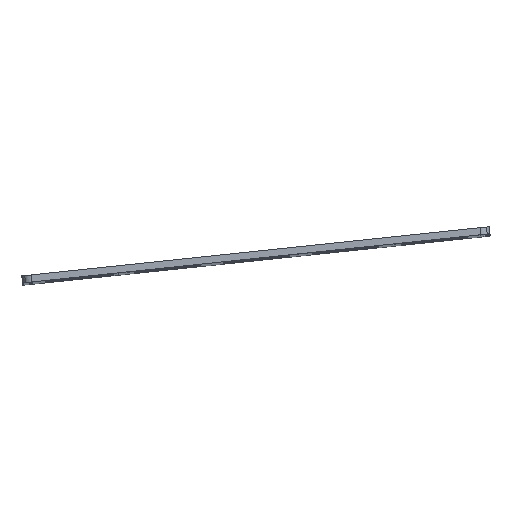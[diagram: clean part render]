
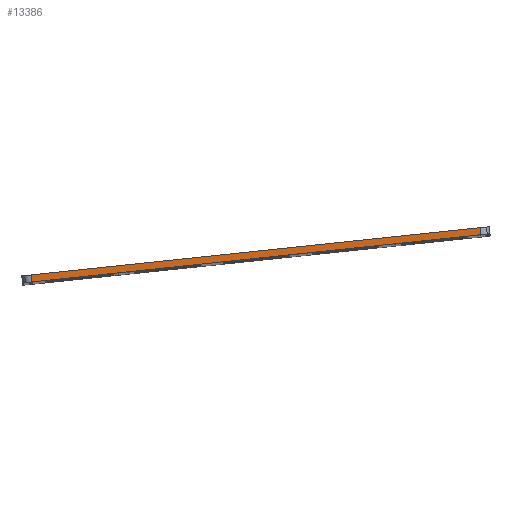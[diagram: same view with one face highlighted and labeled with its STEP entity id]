
A CAD part, top view. The second image highlights one B-rep face of the part: STEP entity #13386.
In plain terms, the highlighted planar face has unit normal (0, 0, 1).
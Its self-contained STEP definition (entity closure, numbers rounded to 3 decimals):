
#1791=FACE_OUTER_BOUND('',#2598,.T.);
#2598=EDGE_LOOP('',(#12379,#12380,#12381,#12382));
#2639=LINE('',#18761,#3948);
#3015=LINE('',#20166,#4324);
#3908=LINE('',#22548,#5217);
#3909=LINE('',#22550,#5218);
#3948=VECTOR('',#14806,10.);
#4324=VECTOR('',#15942,10.);
#5217=VECTOR('',#18621,10.);
#5218=VECTOR('',#18624,10.);
#5279=VERTEX_POINT('',#18758);
#5280=VERTEX_POINT('',#18760);
#5928=VERTEX_POINT('',#20163);
#5929=VERTEX_POINT('',#20165);
#6585=EDGE_CURVE('',#5280,#5279,#2639,.T.);
#7288=EDGE_CURVE('',#5928,#5929,#3015,.T.);
#8480=EDGE_CURVE('',#5280,#5928,#3908,.T.);
#8481=EDGE_CURVE('',#5929,#5279,#3909,.T.);
#12379=ORIENTED_EDGE('',*,*,#8480,.F.);
#12380=ORIENTED_EDGE('',*,*,#6585,.T.);
#12381=ORIENTED_EDGE('',*,*,#8481,.F.);
#12382=ORIENTED_EDGE('',*,*,#7288,.F.);
#12732=PLANE('',#14707);
#13386=ADVANCED_FACE('',(#1791),#12732,.T.);
#14707=AXIS2_PLACEMENT_3D('',#22549,#18622,#18623);
#14806=DIRECTION('',(0.995,0.105,0.));
#15942=DIRECTION('',(0.995,0.105,0.));
#18621=DIRECTION('',(-0.104,0.995,0.));
#18622=DIRECTION('center_axis',(0.,0.,1.));
#18623=DIRECTION('ref_axis',(1.,0.,0.));
#18624=DIRECTION('',(0.105,-0.995,0.));
#18758=CARTESIAN_POINT('',(101.435,19.114,291.6));
#18760=CARTESIAN_POINT('',(5.958,9.079,291.6));
#18761=CARTESIAN_POINT('',(29.778,11.583,291.6));
#20163=CARTESIAN_POINT('',(5.802,10.571,291.6));
#20165=CARTESIAN_POINT('',(101.278,20.606,291.6));
#20166=CARTESIAN_POINT('',(101.377,20.617,291.6));
#22548=CARTESIAN_POINT('',(5.84,10.205,291.6));
#22549=CARTESIAN_POINT('Origin',(53.618,14.843,291.6));
#22550=CARTESIAN_POINT('',(101.395,19.487,291.6));
